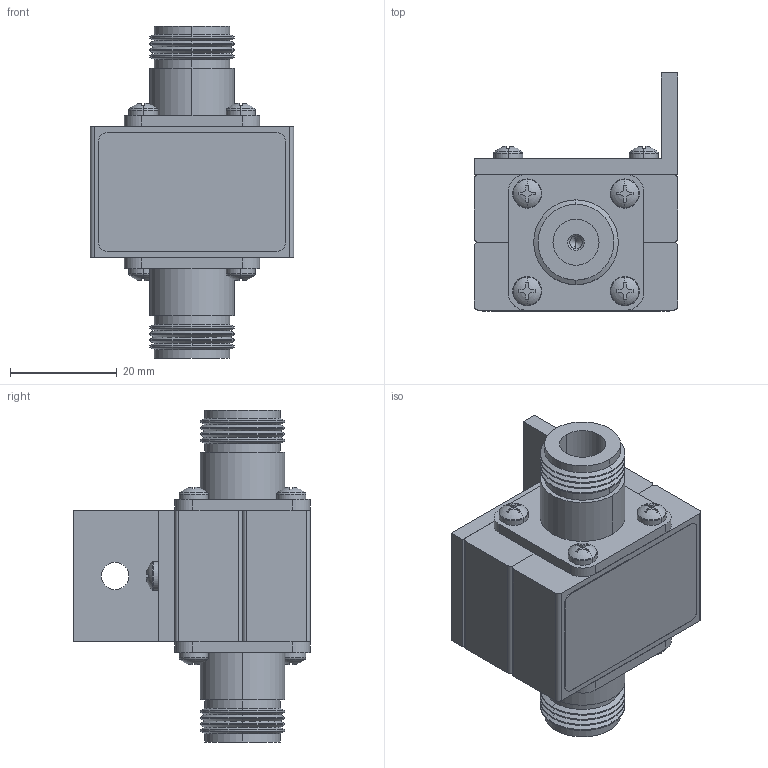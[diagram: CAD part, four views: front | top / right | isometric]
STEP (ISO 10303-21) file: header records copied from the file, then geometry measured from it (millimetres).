
FILE_DESCRIPTION (( 'STEP AP214' ), '1' );
FILE_NAME ('LCSP1025.STEP', '2018-04-12T13:35:08', ( '' ), ( '' ), 'SwSTEP 2.0', 'SolidWorks 2017', '' );
FILE_SCHEMA (( 'AUTOMOTIVE_DESIGN' ));
Length unit declared in the file: inch
Products named in the file (12): 1081-0251-05; 4033-0106; 5100-0006; 2103-190; 5100-0007; 5230-0002; 2011-6100-02; 2011-6100-01; 2003-3412_BLK; 9030-0084; 9040-0575; LCSP1025
Assembly tree (20 placements, depth 3):
  LCSP1025
    9030-0084
      5100-0007
      2103-190
    1081-0251-05  x10
    2011-6100-01
    2003-3412_BLK
    5230-0002
    5100-0006
    9040-0575
      2011-6100-02
      4033-0106
Bounding box: 38.1 x 44.58 x 62.23 mm (x, y, z)
Volume: 30727 mm3; surface area: 20491.4 mm2
Topology: 18 solids, 18 shells, 1339 faces, 2957 edges, 1664 vertices
Faces by surface type: cone 564, cylinder 471, plane 256, torus 44, bspline 4
Entity records: 12752 total; most frequent: DIRECTION 2055, CARTESIAN_POINT 2020, ORIENTED_EDGE 1718, EDGE_CURVE 859, AXIS2_PLACEMENT_3D 816, VERTEX_POINT 521, EDGE_LOOP 440, LINE 423
